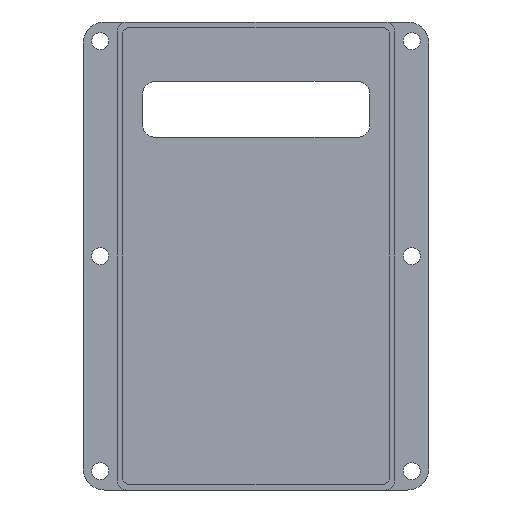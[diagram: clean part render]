
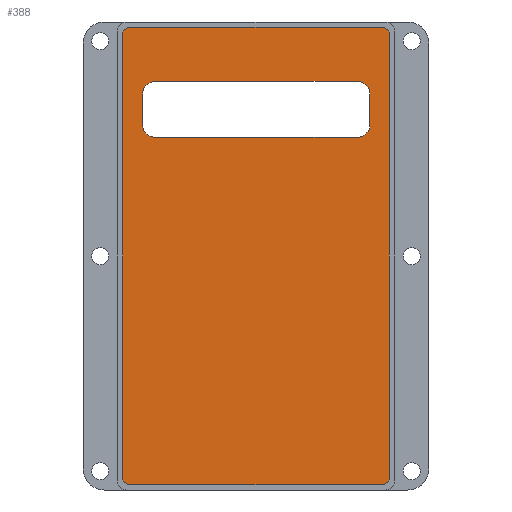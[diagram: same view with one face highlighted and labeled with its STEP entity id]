
A CAD part, front view. The second image highlights one B-rep face of the part: STEP entity #388.
In plain terms, the highlighted planar face has unit normal (0, -1, 0).
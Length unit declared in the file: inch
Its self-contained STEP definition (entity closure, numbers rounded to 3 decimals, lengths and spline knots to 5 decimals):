
#12 = DIRECTION ( 'NONE',  ( 0., 0., -1. ) ) ;
#30 = DIRECTION ( 'NONE',  ( 0., 0., -1. ) ) ;
#38 = AXIS2_PLACEMENT_3D ( 'NONE', #47, #1348, #794 ) ;
#44 = CARTESIAN_POINT ( 'NONE',  ( 2.57, 0.84, 0.11886 ) ) ;
#47 = CARTESIAN_POINT ( 'NONE',  ( 2.50114, 0.84, 4.29864 ) ) ;
#50 = DIRECTION ( 'NONE',  ( 0., -1., 0. ) ) ;
#59 = CARTESIAN_POINT ( 'NONE',  ( 0.11886, 0.84, 4.29864 ) ) ;
#86 = VERTEX_POINT ( 'NONE', #461 ) ;
#97 = AXIS2_PLACEMENT_3D ( 'NONE', #778, #199, #936 ) ;
#118 = AXIS2_PLACEMENT_3D ( 'NONE', #59, #1523, #12 ) ;
#127 = CARTESIAN_POINT ( 'NONE',  ( 0.05, 0.84, 0.11886 ) ) ;
#129 = DIRECTION ( 'NONE',  ( 1., 0., 0. ) ) ;
#139 = LINE ( 'NONE', #2382, #296 ) ;
#144 = DIRECTION ( 'NONE',  ( 0., 0., 1. ) ) ;
#152 = AXIS2_PLACEMENT_3D ( 'NONE', #434, #1191, #1383 ) ;
#160 = VERTEX_POINT ( 'NONE', #1675 ) ;
#187 = DIRECTION ( 'NONE',  ( 0., 1., 0. ) ) ;
#193 = ORIENTED_EDGE ( 'NONE', *, *, #1849, .F. ) ;
#196 = EDGE_CURVE ( 'NONE', #160, #2222, #916, .T. ) ;
#199 = DIRECTION ( 'NONE',  ( 0., 1., 0. ) ) ;
#211 = LINE ( 'NONE', #1886, #2350 ) ;
#263 = CARTESIAN_POINT ( 'NONE',  ( 2.385, 0.84, 3.7375 ) ) ;
#272 = EDGE_CURVE ( 'NONE', #1470, #86, #1449, .T. ) ;
#293 = ORIENTED_EDGE ( 'NONE', *, *, #735, .F. ) ;
#296 = VECTOR ( 'NONE', #129, 39.37008 ) ;
#329 = CARTESIAN_POINT ( 'NONE',  ( 2.385, 0.84, 4.4175 ) ) ;
#372 = DIRECTION ( 'NONE',  ( 0., -1., 0. ) ) ;
#382 = CARTESIAN_POINT ( 'NONE',  ( 0.11886, 0.84, 0.11886 ) ) ;
#385 = CARTESIAN_POINT ( 'NONE',  ( 0.11886, 0.84, 4.3675 ) ) ;
#388 = ADVANCED_FACE ( 'NONE', ( #1944, #835 ), #1584, .T. ) ;
#405 = EDGE_CURVE ( 'NONE', #2222, #2016, #1178, .T. ) ;
#427 = AXIS2_PLACEMENT_3D ( 'NONE', #1753, #2131, #2324 ) ;
#434 = CARTESIAN_POINT ( 'NONE',  ( 2.265, 0.84, 3.4475 ) ) ;
#455 = ORIENTED_EDGE ( 'NONE', *, *, #614, .F. ) ;
#461 = CARTESIAN_POINT ( 'NONE',  ( 2.57, 0.84, 4.29864 ) ) ;
#465 = AXIS2_PLACEMENT_3D ( 'NONE', #1574, #50, #1007 ) ;
#469 = CIRCLE ( 'NONE', #152, 0.12 ) ;
#524 = AXIS2_PLACEMENT_3D ( 'NONE', #382, #187, #30 ) ;
#549 = VERTEX_POINT ( 'NONE', #263 ) ;
#566 = VECTOR ( 'NONE', #144, 39.37008 ) ;
#614 = EDGE_CURVE ( 'NONE', #2243, #1068, #139, .T. ) ;
#618 = CARTESIAN_POINT ( 'NONE',  ( 2.385, 0.84, 3.4475 ) ) ;
#653 = CARTESIAN_POINT ( 'NONE',  ( 0.36, 0.84, 3.3275 ) ) ;
#674 = VERTEX_POINT ( 'NONE', #2301 ) ;
#690 = EDGE_CURVE ( 'NONE', #674, #973, #1471, .T. ) ;
#729 = DIRECTION ( 'NONE',  ( -1., 0., 0. ) ) ;
#735 = EDGE_CURVE ( 'NONE', #2077, #1120, #2332, .T. ) ;
#768 = EDGE_LOOP ( 'NONE', ( #1376, #1640, #293, #1870, #1232, #2041, #2341, #1105 ) ) ;
#778 = CARTESIAN_POINT ( 'NONE',  ( 2.50114, 0.84, 0.11886 ) ) ;
#790 = VERTEX_POINT ( 'NONE', #1737 ) ;
#794 = DIRECTION ( 'NONE',  ( 0., 0., -1. ) ) ;
#797 = DIRECTION ( 'NONE',  ( 0., 0., -1. ) ) ;
#807 = CARTESIAN_POINT ( 'NONE',  ( 0.36, 0.84, 3.4475 ) ) ;
#835 = FACE_OUTER_BOUND ( 'NONE', #768, .T. ) ;
#882 = AXIS2_PLACEMENT_3D ( 'NONE', #807, #372, #1320 ) ;
#889 = EDGE_CURVE ( 'NONE', #1120, #674, #1214, .T. ) ;
#900 = VECTOR ( 'NONE', #1127, 39.37008 ) ;
#916 = LINE ( 'NONE', #1662, #1919 ) ;
#931 = EDGE_CURVE ( 'NONE', #1921, #549, #2390, .T. ) ;
#936 = DIRECTION ( 'NONE',  ( 0., 0., -1. ) ) ;
#973 = VERTEX_POINT ( 'NONE', #127 ) ;
#1007 = DIRECTION ( 'NONE',  ( 0., 0., -1. ) ) ;
#1064 = CARTESIAN_POINT ( 'NONE',  ( 0.24, 0.84, 3.7375 ) ) ;
#1068 = VERTEX_POINT ( 'NONE', #1908 ) ;
#1105 = ORIENTED_EDGE ( 'NONE', *, *, #2176, .F. ) ;
#1120 = VERTEX_POINT ( 'NONE', #1708 ) ;
#1126 = ORIENTED_EDGE ( 'NONE', *, *, #931, .F. ) ;
#1127 = DIRECTION ( 'NONE',  ( 1., 0., 0. ) ) ;
#1140 = CARTESIAN_POINT ( 'NONE',  ( 0.11886, 0.84, 4.3675 ) ) ;
#1178 = CIRCLE ( 'NONE', #1843, 0.12 ) ;
#1191 = DIRECTION ( 'NONE',  ( 0., -1., 0. ) ) ;
#1214 = LINE ( 'NONE', #2168, #1512 ) ;
#1232 = ORIENTED_EDGE ( 'NONE', *, *, #272, .F. ) ;
#1261 = CARTESIAN_POINT ( 'NONE',  ( 2.57, 0.84, 4.29864 ) ) ;
#1272 = LINE ( 'NONE', #1261, #1942 ) ;
#1304 = LINE ( 'NONE', #1140, #900 ) ;
#1308 = CIRCLE ( 'NONE', #882, 0.12 ) ;
#1320 = DIRECTION ( 'NONE',  ( 0., 0., -1. ) ) ;
#1348 = DIRECTION ( 'NONE',  ( 0., 1., 0. ) ) ;
#1372 = VECTOR ( 'NONE', #1453, 39.37008 ) ;
#1376 = ORIENTED_EDGE ( 'NONE', *, *, #690, .F. ) ;
#1383 = DIRECTION ( 'NONE',  ( 0., 0., -1. ) ) ;
#1449 = CIRCLE ( 'NONE', #38, 0.06886 ) ;
#1450 = CIRCLE ( 'NONE', #427, 0.12 ) ;
#1453 = DIRECTION ( 'NONE',  ( 0., 0., -1. ) ) ;
#1470 = VERTEX_POINT ( 'NONE', #2354 ) ;
#1471 = CIRCLE ( 'NONE', #524, 0.06886 ) ;
#1512 = VECTOR ( 'NONE', #1801, 39.37008 ) ;
#1523 = DIRECTION ( 'NONE',  ( 0., 1., 0. ) ) ;
#1549 = EDGE_CURVE ( 'NONE', #86, #2077, #1272, .T. ) ;
#1574 = CARTESIAN_POINT ( 'NONE',  ( 0., 0.84, 4.4175 ) ) ;
#1584 = PLANE ( 'NONE',  #465 ) ;
#1591 = CARTESIAN_POINT ( 'NONE',  ( 0.36, 0.84, 3.8575 ) ) ;
#1636 = LINE ( 'NONE', #2381, #1372 ) ;
#1640 = ORIENTED_EDGE ( 'NONE', *, *, #889, .F. ) ;
#1662 = CARTESIAN_POINT ( 'NONE',  ( 0., 0.84, 3.8575 ) ) ;
#1668 = EDGE_CURVE ( 'NONE', #2429, #2243, #1308, .T. ) ;
#1675 = CARTESIAN_POINT ( 'NONE',  ( 2.265, 0.84, 3.8575 ) ) ;
#1684 = ORIENTED_EDGE ( 'NONE', *, *, #1925, .F. ) ;
#1708 = CARTESIAN_POINT ( 'NONE',  ( 2.50114, 0.84, 0.05 ) ) ;
#1709 = VERTEX_POINT ( 'NONE', #385 ) ;
#1737 = CARTESIAN_POINT ( 'NONE',  ( 0.05, 0.84, 4.29864 ) ) ;
#1753 = CARTESIAN_POINT ( 'NONE',  ( 2.265, 0.84, 3.7375 ) ) ;
#1755 = EDGE_LOOP ( 'NONE', ( #193, #1126, #1684, #455, #1888, #2196, #1839, #2093 ) ) ;
#1801 = DIRECTION ( 'NONE',  ( -1., 0., 0. ) ) ;
#1839 = ORIENTED_EDGE ( 'NONE', *, *, #405, .F. ) ;
#1843 = AXIS2_PLACEMENT_3D ( 'NONE', #2293, #2100, #797 ) ;
#1849 = EDGE_CURVE ( 'NONE', #549, #160, #1450, .T. ) ;
#1870 = ORIENTED_EDGE ( 'NONE', *, *, #1549, .F. ) ;
#1886 = CARTESIAN_POINT ( 'NONE',  ( 0.05, 0.84, 4.29864 ) ) ;
#1888 = ORIENTED_EDGE ( 'NONE', *, *, #1668, .F. ) ;
#1908 = CARTESIAN_POINT ( 'NONE',  ( 2.265, 0.84, 3.3275 ) ) ;
#1919 = VECTOR ( 'NONE', #729, 39.37008 ) ;
#1921 = VERTEX_POINT ( 'NONE', #618 ) ;
#1925 = EDGE_CURVE ( 'NONE', #1068, #1921, #469, .T. ) ;
#1942 = VECTOR ( 'NONE', #2226, 39.37008 ) ;
#1944 = FACE_BOUND ( 'NONE', #1755, .T. ) ;
#2016 = VERTEX_POINT ( 'NONE', #1064 ) ;
#2041 = ORIENTED_EDGE ( 'NONE', *, *, #2182, .F. ) ;
#2042 = EDGE_CURVE ( 'NONE', #2016, #2429, #1636, .T. ) ;
#2077 = VERTEX_POINT ( 'NONE', #44 ) ;
#2088 = CARTESIAN_POINT ( 'NONE',  ( 0.24, 0.84, 3.4475 ) ) ;
#2093 = ORIENTED_EDGE ( 'NONE', *, *, #196, .F. ) ;
#2100 = DIRECTION ( 'NONE',  ( 0., -1., 0. ) ) ;
#2131 = DIRECTION ( 'NONE',  ( 0., -1., 0. ) ) ;
#2168 = CARTESIAN_POINT ( 'NONE',  ( 0.11886, 0.84, 0.05 ) ) ;
#2176 = EDGE_CURVE ( 'NONE', #973, #790, #211, .T. ) ;
#2182 = EDGE_CURVE ( 'NONE', #1709, #1470, #1304, .T. ) ;
#2196 = ORIENTED_EDGE ( 'NONE', *, *, #2042, .F. ) ;
#2222 = VERTEX_POINT ( 'NONE', #1591 ) ;
#2226 = DIRECTION ( 'NONE',  ( 0., 0., -1. ) ) ;
#2237 = DIRECTION ( 'NONE',  ( 0., 0., 1. ) ) ;
#2243 = VERTEX_POINT ( 'NONE', #653 ) ;
#2293 = CARTESIAN_POINT ( 'NONE',  ( 0.36, 0.84, 3.7375 ) ) ;
#2301 = CARTESIAN_POINT ( 'NONE',  ( 0.11886, 0.84, 0.05 ) ) ;
#2324 = DIRECTION ( 'NONE',  ( 0., 0., -1. ) ) ;
#2332 = CIRCLE ( 'NONE', #97, 0.06886 ) ;
#2341 = ORIENTED_EDGE ( 'NONE', *, *, #2389, .F. ) ;
#2350 = VECTOR ( 'NONE', #2237, 39.37008 ) ;
#2354 = CARTESIAN_POINT ( 'NONE',  ( 2.50114, 0.84, 4.3675 ) ) ;
#2381 = CARTESIAN_POINT ( 'NONE',  ( 0.24, 0.84, 4.4175 ) ) ;
#2382 = CARTESIAN_POINT ( 'NONE',  ( 0., 0.84, 3.3275 ) ) ;
#2389 = EDGE_CURVE ( 'NONE', #790, #1709, #2427, .T. ) ;
#2390 = LINE ( 'NONE', #329, #566 ) ;
#2427 = CIRCLE ( 'NONE', #118, 0.06886 ) ;
#2429 = VERTEX_POINT ( 'NONE', #2088 ) ;
